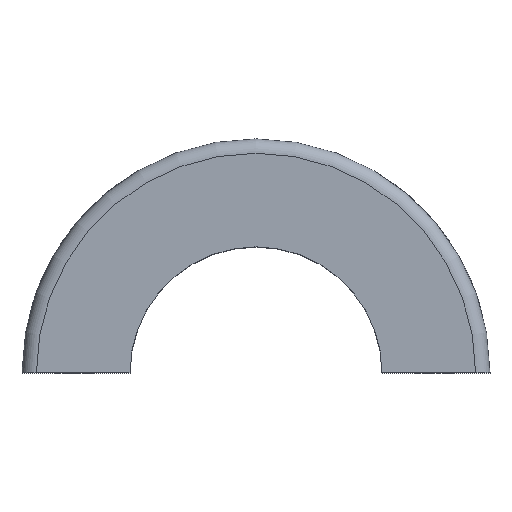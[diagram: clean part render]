
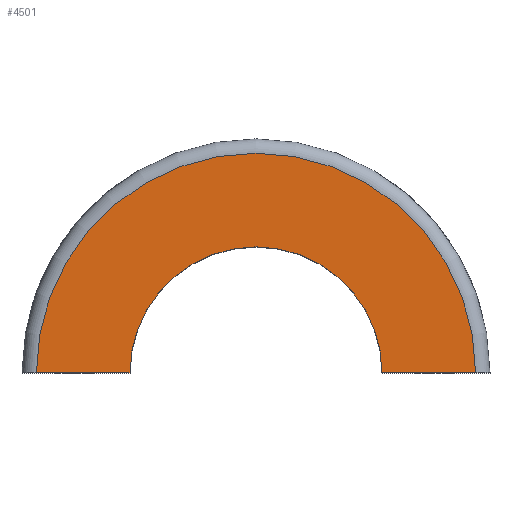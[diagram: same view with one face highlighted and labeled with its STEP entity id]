
A CAD part, top view. The second image highlights one B-rep face of the part: STEP entity #4501.
In plain terms, the highlighted planar face has unit normal (0, 0, 1).
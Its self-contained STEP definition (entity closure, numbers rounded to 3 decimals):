
#77 = PLANE('',#78);
#78 = AXIS2_PLACEMENT_3D('',#79,#80,#81);
#79 = CARTESIAN_POINT('',(-50.,0.,-50.));
#80 = DIRECTION('',(0.,-1.,0.));
#81 = DIRECTION('',(1.,0.,0.));
#106 = TOROIDAL_SURFACE('',#107,30.5,2.);
#107 = AXIS2_PLACEMENT_3D('',#108,#109,#110);
#108 = CARTESIAN_POINT('',(0.,0.,18.));
#109 = DIRECTION('',(0.,0.,1.));
#110 = DIRECTION('',(1.,0.,0.));
#132 = PLANE('',#133);
#133 = AXIS2_PLACEMENT_3D('',#134,#135,#136);
#134 = CARTESIAN_POINT('',(-50.,0.,-50.));
#135 = DIRECTION('',(0.,-1.,0.));
#136 = DIRECTION('',(1.,0.,0.));
#1463 = CYLINDRICAL_SURFACE('',#1464,17.5);
#1464 = AXIS2_PLACEMENT_3D('',#1465,#1466,#1467);
#1465 = CARTESIAN_POINT('',(0.,0.,-20.));
#1466 = DIRECTION('',(-0.,-0.,-1.));
#1467 = DIRECTION('',(1.,0.,0.));
#3201 = EDGE_CURVE('',#3202,#3204,#3206,.T.);
#3202 = VERTEX_POINT('',#3203);
#3203 = CARTESIAN_POINT('',(-30.5,0.,20.));
#3204 = VERTEX_POINT('',#3205);
#3205 = CARTESIAN_POINT('',(-17.5,0.,20.));
#3206 = SURFACE_CURVE('',#3207,(#3211,#3218),.PCURVE_S1.);
#3207 = LINE('',#3208,#3209);
#3208 = CARTESIAN_POINT('',(-25.,0.,20.));
#3209 = VECTOR('',#3210,1.);
#3210 = DIRECTION('',(1.,0.,0.));
#3211 = PCURVE('',#132,#3212);
#3212 = DEFINITIONAL_REPRESENTATION('',(#3213),#3217);
#3213 = LINE('',#3214,#3215);
#3214 = CARTESIAN_POINT('',(25.,70.));
#3215 = VECTOR('',#3216,1.);
#3216 = DIRECTION('',(1.,0.));
#3217 = ( GEOMETRIC_REPRESENTATION_CONTEXT(2) 
PARAMETRIC_REPRESENTATION_CONTEXT() REPRESENTATION_CONTEXT('2D SPACE',''
  ) );
#3218 = PCURVE('',#3219,#3224);
#3219 = PLANE('',#3220);
#3220 = AXIS2_PLACEMENT_3D('',#3221,#3222,#3223);
#3221 = CARTESIAN_POINT('',(0.,0.,20.)
  );
#3222 = DIRECTION('',(0.,0.,1.));
#3223 = DIRECTION('',(1.,0.,0.));
#3224 = DEFINITIONAL_REPRESENTATION('',(#3225),#3229);
#3225 = LINE('',#3226,#3227);
#3226 = CARTESIAN_POINT('',(-25.,0.));
#3227 = VECTOR('',#3228,1.);
#3228 = DIRECTION('',(1.,0.));
#3229 = ( GEOMETRIC_REPRESENTATION_CONTEXT(2) 
PARAMETRIC_REPRESENTATION_CONTEXT() REPRESENTATION_CONTEXT('2D SPACE',''
  ) );
#3902 = EDGE_CURVE('',#3903,#3202,#3905,.T.);
#3903 = VERTEX_POINT('',#3904);
#3904 = CARTESIAN_POINT('',(30.5,0.,20.));
#3905 = SURFACE_CURVE('',#3906,(#3911,#3918),.PCURVE_S1.);
#3906 = CIRCLE('',#3907,30.5);
#3907 = AXIS2_PLACEMENT_3D('',#3908,#3909,#3910);
#3908 = CARTESIAN_POINT('',(0.,0.,20.));
#3909 = DIRECTION('',(0.,0.,1.));
#3910 = DIRECTION('',(1.,0.,0.));
#3911 = PCURVE('',#106,#3912);
#3912 = DEFINITIONAL_REPRESENTATION('',(#3913),#3917);
#3913 = LINE('',#3914,#3915);
#3914 = CARTESIAN_POINT('',(0.,1.571));
#3915 = VECTOR('',#3916,1.);
#3916 = DIRECTION('',(1.,0.));
#3917 = ( GEOMETRIC_REPRESENTATION_CONTEXT(2) 
PARAMETRIC_REPRESENTATION_CONTEXT() REPRESENTATION_CONTEXT('2D SPACE',''
  ) );
#3918 = PCURVE('',#3219,#3919);
#3919 = DEFINITIONAL_REPRESENTATION('',(#3920),#3924);
#3920 = CIRCLE('',#3921,30.5);
#3921 = AXIS2_PLACEMENT_2D('',#3922,#3923);
#3922 = CARTESIAN_POINT('',(0.,0.));
#3923 = DIRECTION('',(1.,0.));
#3924 = ( GEOMETRIC_REPRESENTATION_CONTEXT(2) 
PARAMETRIC_REPRESENTATION_CONTEXT() REPRESENTATION_CONTEXT('2D SPACE',''
  ) );
#3954 = EDGE_CURVE('',#3955,#3903,#3957,.T.);
#3955 = VERTEX_POINT('',#3956);
#3956 = CARTESIAN_POINT('',(17.5,0.,20.));
#3957 = SURFACE_CURVE('',#3958,(#3962,#3969),.PCURVE_S1.);
#3958 = LINE('',#3959,#3960);
#3959 = CARTESIAN_POINT('',(-25.,0.,20.));
#3960 = VECTOR('',#3961,1.);
#3961 = DIRECTION('',(1.,0.,0.));
#3962 = PCURVE('',#77,#3963);
#3963 = DEFINITIONAL_REPRESENTATION('',(#3964),#3968);
#3964 = LINE('',#3965,#3966);
#3965 = CARTESIAN_POINT('',(25.,70.));
#3966 = VECTOR('',#3967,1.);
#3967 = DIRECTION('',(1.,0.));
#3968 = ( GEOMETRIC_REPRESENTATION_CONTEXT(2) 
PARAMETRIC_REPRESENTATION_CONTEXT() REPRESENTATION_CONTEXT('2D SPACE',''
  ) );
#3969 = PCURVE('',#3219,#3970);
#3970 = DEFINITIONAL_REPRESENTATION('',(#3971),#3975);
#3971 = LINE('',#3972,#3973);
#3972 = CARTESIAN_POINT('',(-25.,0.));
#3973 = VECTOR('',#3974,1.);
#3974 = DIRECTION('',(1.,0.));
#3975 = ( GEOMETRIC_REPRESENTATION_CONTEXT(2) 
PARAMETRIC_REPRESENTATION_CONTEXT() REPRESENTATION_CONTEXT('2D SPACE',''
  ) );
#4154 = EDGE_CURVE('',#3955,#3204,#4155,.T.);
#4155 = SURFACE_CURVE('',#4156,(#4161,#4168),.PCURVE_S1.);
#4156 = CIRCLE('',#4157,17.5);
#4157 = AXIS2_PLACEMENT_3D('',#4158,#4159,#4160);
#4158 = CARTESIAN_POINT('',(0.,0.,20.));
#4159 = DIRECTION('',(0.,0.,1.));
#4160 = DIRECTION('',(1.,0.,0.));
#4161 = PCURVE('',#1463,#4162);
#4162 = DEFINITIONAL_REPRESENTATION('',(#4163),#4167);
#4163 = LINE('',#4164,#4165);
#4164 = CARTESIAN_POINT('',(-0.,-40.));
#4165 = VECTOR('',#4166,1.);
#4166 = DIRECTION('',(-1.,0.));
#4167 = ( GEOMETRIC_REPRESENTATION_CONTEXT(2) 
PARAMETRIC_REPRESENTATION_CONTEXT() REPRESENTATION_CONTEXT('2D SPACE',''
  ) );
#4168 = PCURVE('',#3219,#4169);
#4169 = DEFINITIONAL_REPRESENTATION('',(#4170),#4174);
#4170 = CIRCLE('',#4171,17.5);
#4171 = AXIS2_PLACEMENT_2D('',#4172,#4173);
#4172 = CARTESIAN_POINT('',(0.,0.));
#4173 = DIRECTION('',(1.,0.));
#4174 = ( GEOMETRIC_REPRESENTATION_CONTEXT(2) 
PARAMETRIC_REPRESENTATION_CONTEXT() REPRESENTATION_CONTEXT('2D SPACE',''
  ) );
#4501 = ADVANCED_FACE('',(#4502),#3219,.T.);
#4502 = FACE_BOUND('',#4503,.T.);
#4503 = EDGE_LOOP('',(#4504,#4505,#4506,#4507));
#4504 = ORIENTED_EDGE('',*,*,#3954,.T.);
#4505 = ORIENTED_EDGE('',*,*,#3902,.T.);
#4506 = ORIENTED_EDGE('',*,*,#3201,.T.);
#4507 = ORIENTED_EDGE('',*,*,#4154,.F.);
